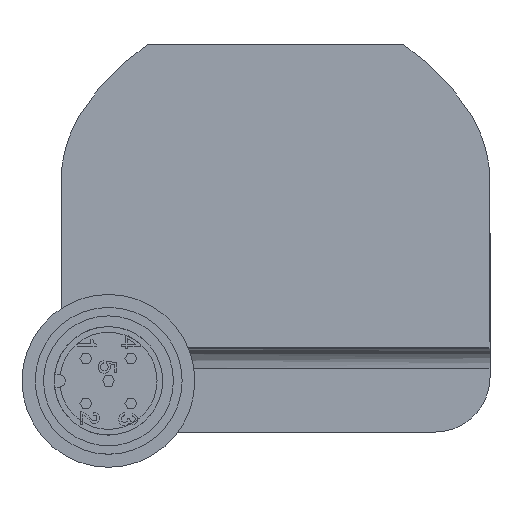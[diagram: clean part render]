
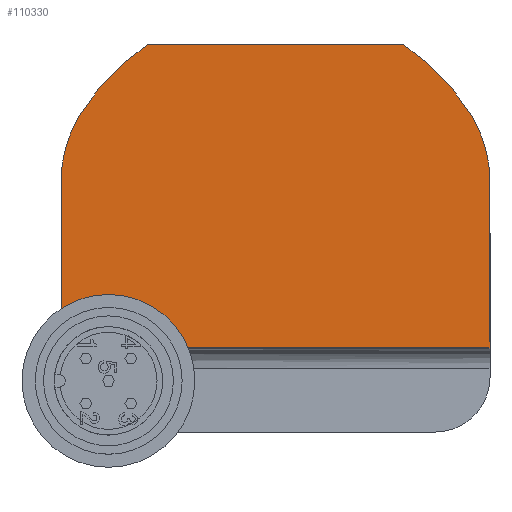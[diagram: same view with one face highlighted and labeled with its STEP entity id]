
A CAD part, front view. The second image highlights one B-rep face of the part: STEP entity #110330.
In plain terms, the highlighted face is planar.
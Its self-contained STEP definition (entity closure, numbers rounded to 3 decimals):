
#106060=CARTESIAN_POINT('',(-197.005,1143.443,
9.066));
#106070=VERTEX_POINT('',#106060);
#106100=CARTESIAN_POINT('',(-197.005,1143.443,
2.373));
#106110=DIRECTION('',(0.,0.,1.));
#106120=VECTOR('',#106110,1.);
#106130=LINE('',#106100,#106120);
#106140=CARTESIAN_POINT('',(-197.005,1143.443,
22.261));
#106150=VERTEX_POINT('',#106140);
#106160=EDGE_CURVE('',#106070,#106150,#106130,.T.);
#109670=CARTESIAN_POINT('',(-163.089,1143.443,
8.92));
#109680=DIRECTION('',(0.,-1.,0.));
#109690=DIRECTION('',(-1.,0.,
-0.009));
#109700=AXIS2_PLACEMENT_3D('',#109670,#109680,#109690);
#109710=PLANE('',#109700);
#109720=CARTESIAN_POINT('',(-180.005,1143.443,
17.99));
#109730=DIRECTION('',(0.,-1.,0.));
#109740=DIRECTION('',(-1.,0.,
-0.009));
#109750=AXIS2_PLACEMENT_3D('',#109720,#109730,#109740);
#109760=CIRCLE('',#109750,18.2);
#109770=CARTESIAN_POINT('',(-190.166,1143.443,
33.09));
#109780=VERTEX_POINT('',#109770);
#109790=CARTESIAN_POINT('',(-195.542,1143.443,
27.469));
#109800=VERTEX_POINT('',#109790);
#109810=EDGE_CURVE('',#109780,#109800,#109760,.T.);
#109820=ORIENTED_EDGE('',*,*,#109810,.F.);
#109830=CARTESIAN_POINT('',(-187.005,1143.443,
22.261));
#109840=DIRECTION('',(0.,1.,0.));
#109850=DIRECTION('',(1.,0.,
-0.009));
#109860=AXIS2_PLACEMENT_3D('',#109830,#109840,#109850);
#109870=CIRCLE('',#109860,10.);
#109880=EDGE_CURVE('',#106150,#109800,#109870,.T.);
#109890=ORIENTED_EDGE('',*,*,#109880,.T.);
#109900=ORIENTED_EDGE('',*,*,#106160,.T.);
#109910=CARTESIAN_POINT('',(-180.214,1143.443,
9.066));
#109920=DIRECTION('',(1.,0.,0.));
#109930=VECTOR('',#109920,1.);
#109940=LINE('',#109910,#109930);
#109950=CARTESIAN_POINT('',(-163.005,1143.443,
9.066));
#109960=VERTEX_POINT('',#109950);
#109970=EDGE_CURVE('',#106070,#109960,#109940,.T.);
#109980=ORIENTED_EDGE('',*,*,#109970,.F.);
#109990=CARTESIAN_POINT('',(-163.005,1143.443,
2.054));
#110000=DIRECTION('',(0.,0.,1.));
#110010=VECTOR('',#110000,1.);
#110020=LINE('',#109990,#110010);
#110030=CARTESIAN_POINT('',(-163.005,1143.443,
22.261));
#110040=VERTEX_POINT('',#110030);
#110050=EDGE_CURVE('',#109960,#110040,#110020,.T.);
#110060=ORIENTED_EDGE('',*,*,#110050,.F.);
#110070=CARTESIAN_POINT('',(-173.005,1143.443,
22.261));
#110080=DIRECTION('',(0.,1.,0.));
#110090=DIRECTION('',(1.,0.,0.));
#110100=AXIS2_PLACEMENT_3D('',#110070,#110080,#110090);
#110110=CIRCLE('',#110100,10.);
#110120=CARTESIAN_POINT('',(-164.469,1143.443,
27.469));
#110130=VERTEX_POINT('',#110120);
#110140=EDGE_CURVE('',#110130,#110040,#110110,.T.);
#110150=ORIENTED_EDGE('',*,*,#110140,.T.);
#110160=CARTESIAN_POINT('',(-180.005,1143.443,
17.99));
#110170=DIRECTION('',(0.,1.,0.));
#110180=DIRECTION('',(1.,0.,
-0.009));
#110190=AXIS2_PLACEMENT_3D('',#110160,#110170,#110180);
#110200=CIRCLE('',#110190,18.2);
#110210=CARTESIAN_POINT('',(-169.845,1143.443,
33.09));
#110220=VERTEX_POINT('',#110210);
#110230=EDGE_CURVE('',#110220,#110130,#110200,.T.);
#110240=ORIENTED_EDGE('',*,*,#110230,.T.);
#110250=CARTESIAN_POINT('',(-179.989,1143.443,
33.09));
#110260=DIRECTION('',(1.,0.,0.));
#110270=VECTOR('',#110260,1.);
#110280=LINE('',#110250,#110270);
#110290=EDGE_CURVE('',#109780,#110220,#110280,.T.);
#110300=ORIENTED_EDGE('',*,*,#110290,.T.);
#110310=EDGE_LOOP('',(#110300,#110240,#110150,#110060,#109980,#109900,
#109890,#109820));
#110320=FACE_OUTER_BOUND('',#110310,.T.);
#110330=ADVANCED_FACE('',(#110320),#109710,.F.);
